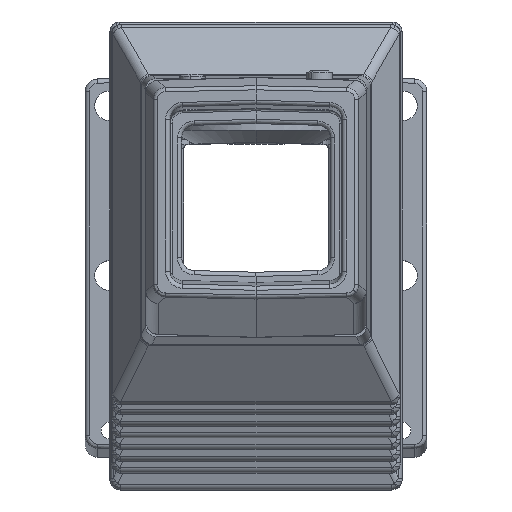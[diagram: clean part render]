
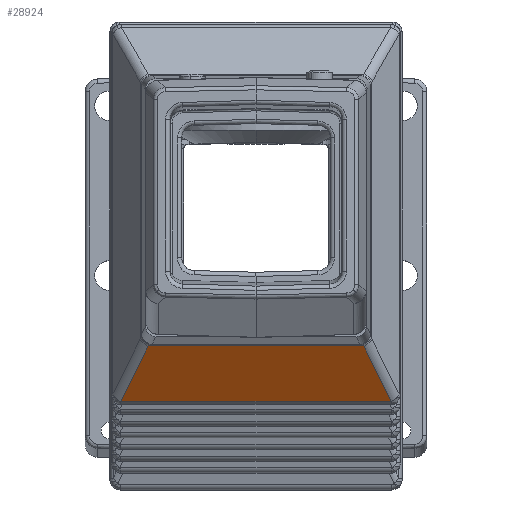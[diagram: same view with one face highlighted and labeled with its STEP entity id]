
A CAD part, top view. The second image highlights one B-rep face of the part: STEP entity #28924.
In plain terms, the highlighted planar face has unit normal (0, -0.58, 0.815).
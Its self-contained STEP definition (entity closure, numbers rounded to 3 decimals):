
#28886 = ORIENTED_EDGE ( 'NONE', *, *, #28888, .T. ) ;
#28888 = EDGE_CURVE ( 'NONE', #28935, #28890, #51373, .T. ) ;
#28890 = VERTEX_POINT ( 'NONE', #51369 ) ;
#28892 = ORIENTED_EDGE ( 'NONE', *, *, #28894, .T. ) ;
#28894 = EDGE_CURVE ( 'NONE', #28890, #28931, #51368, .T. ) ;
#28924 = ADVANCED_FACE ( 'NONE', ( #51391 ), #51389, .F. ) ;
#28927 = EDGE_LOOP ( 'NONE', ( #28929, #28933, #28886, #28892 ) ) ;
#28929 = ORIENTED_EDGE ( 'NONE', *, *, #28930, .T. ) ;
#28930 = EDGE_CURVE ( 'NONE', #28931, #28932, #51390, .T. ) ;
#28931 = VERTEX_POINT ( 'NONE', #51381 ) ;
#28932 = VERTEX_POINT ( 'NONE', #51380 ) ;
#28933 = ORIENTED_EDGE ( 'NONE', *, *, #28934, .T. ) ;
#28934 = EDGE_CURVE ( 'NONE', #28932, #28935, #51379, .T. ) ;
#28935 = VERTEX_POINT ( 'NONE', #51375 ) ;
#51365 = DIRECTION ( 'NONE',  ( -1., 0., 0. ) ) ;
#51366 = VECTOR ( 'NONE', #51365, 1000. ) ;
#51367 = CARTESIAN_POINT ( 'NONE',  ( 70., -77.412, -17.261 ) ) ;
#51368 = LINE ( 'NONE', #51367, #51366 ) ;
#51369 = CARTESIAN_POINT ( 'NONE',  ( 50.669, -77.412, -17.261 ) ) ;
#51370 = DIRECTION ( 'NONE',  ( -0.375, 0.756, 0.537 ) ) ;
#51371 = VECTOR ( 'NONE', #51370, 1000. ) ;
#51372 = CARTESIAN_POINT ( 'NONE',  ( 52.85, -81.809, -20.387 ) ) ;
#51373 = LINE ( 'NONE', #51372, #51371 ) ;
#51375 = CARTESIAN_POINT ( 'NONE',  ( 63.622, -103.528, -35.83 ) ) ;
#51376 = DIRECTION ( 'NONE',  ( 1., 0., 0. ) ) ;
#51377 = VECTOR ( 'NONE', #51376, 1000. ) ;
#51378 = CARTESIAN_POINT ( 'NONE',  ( 70., -103.528, -35.83 ) ) ;
#51379 = LINE ( 'NONE', #51378, #51377 ) ;
#51380 = CARTESIAN_POINT ( 'NONE',  ( -63.622, -103.528, -35.83 ) ) ;
#51381 = CARTESIAN_POINT ( 'NONE',  ( -50.669, -77.412, -17.261 ) ) ;
#51382 = DIRECTION ( 'NONE',  ( -0.375, -0.756, -0.537 ) ) ;
#51383 = VECTOR ( 'NONE', #51382, 1000. ) ;
#51384 = CARTESIAN_POINT ( 'NONE',  ( -33.189, -42.167, 7.799 ) ) ;
#51385 = DIRECTION ( 'NONE',  ( 0., 0.815, 0.579 ) ) ;
#51386 = DIRECTION ( 'NONE',  ( 0., 0.579, -0.815 ) ) ;
#51387 = CARTESIAN_POINT ( 'NONE',  ( 70., -76.159, -16.37 ) ) ;
#51388 = AXIS2_PLACEMENT_3D ( 'NONE', #51387, #51386, #51385 ) ;
#51389 = PLANE ( 'NONE',  #51388 ) ;
#51390 = LINE ( 'NONE', #51384, #51383 ) ;
#51391 = FACE_OUTER_BOUND ( 'NONE', #28927, .T. ) ;
